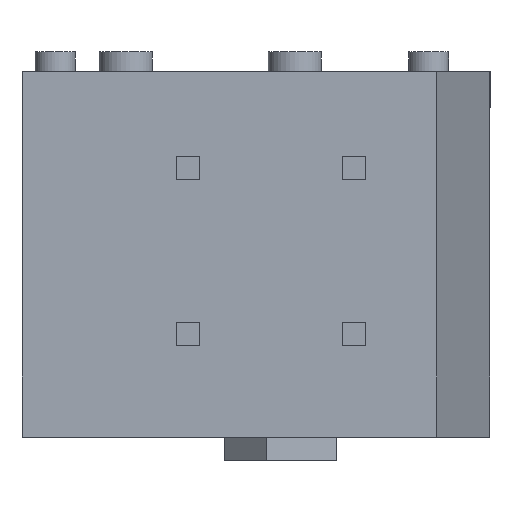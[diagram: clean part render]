
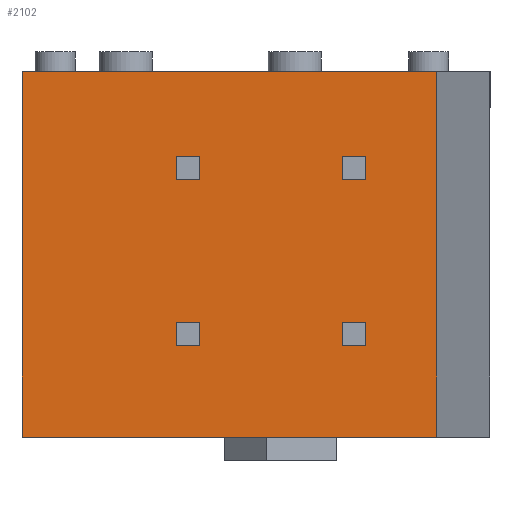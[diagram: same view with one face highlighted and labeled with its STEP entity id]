
A CAD part, front view. The second image highlights one B-rep face of the part: STEP entity #2102.
In plain terms, the highlighted planar face has unit normal (0, -1, 0).
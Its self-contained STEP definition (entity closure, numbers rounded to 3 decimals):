
#144=ORIENTED_EDGE('',*,*,#547,.T.);
#145=ORIENTED_EDGE('',*,*,#548,.T.);
#146=ORIENTED_EDGE('',*,*,#549,.T.);
#147=ORIENTED_EDGE('',*,*,#550,.T.);
#148=ORIENTED_EDGE('',*,*,#551,.T.);
#149=ORIENTED_EDGE('',*,*,#552,.T.);
#150=ORIENTED_EDGE('',*,*,#553,.T.);
#151=ORIENTED_EDGE('',*,*,#554,.T.);
#152=ORIENTED_EDGE('',*,*,#555,.T.);
#153=ORIENTED_EDGE('',*,*,#556,.T.);
#154=ORIENTED_EDGE('',*,*,#557,.T.);
#155=ORIENTED_EDGE('',*,*,#558,.T.);
#156=ORIENTED_EDGE('',*,*,#559,.T.);
#157=ORIENTED_EDGE('',*,*,#560,.T.);
#158=ORIENTED_EDGE('',*,*,#561,.T.);
#159=ORIENTED_EDGE('',*,*,#562,.T.);
#160=ORIENTED_EDGE('',*,*,#563,.T.);
#161=ORIENTED_EDGE('',*,*,#564,.F.);
#162=ORIENTED_EDGE('',*,*,#565,.F.);
#163=ORIENTED_EDGE('',*,*,#545,.T.);
#545=EDGE_CURVE('',#742,#741,#895,.T.);
#547=EDGE_CURVE('',#743,#744,#897,.T.);
#548=EDGE_CURVE('',#744,#745,#898,.T.);
#549=EDGE_CURVE('',#745,#746,#899,.T.);
#550=EDGE_CURVE('',#746,#743,#900,.T.);
#551=EDGE_CURVE('',#747,#748,#901,.T.);
#552=EDGE_CURVE('',#748,#749,#902,.T.);
#553=EDGE_CURVE('',#749,#750,#903,.T.);
#554=EDGE_CURVE('',#750,#747,#904,.T.);
#555=EDGE_CURVE('',#751,#752,#905,.T.);
#556=EDGE_CURVE('',#752,#753,#906,.T.);
#557=EDGE_CURVE('',#753,#754,#907,.T.);
#558=EDGE_CURVE('',#754,#751,#908,.T.);
#559=EDGE_CURVE('',#755,#756,#909,.T.);
#560=EDGE_CURVE('',#756,#757,#910,.T.);
#561=EDGE_CURVE('',#757,#758,#911,.T.);
#562=EDGE_CURVE('',#758,#755,#912,.T.);
#563=EDGE_CURVE('',#741,#759,#913,.T.);
#564=EDGE_CURVE('',#760,#759,#914,.T.);
#565=EDGE_CURVE('',#742,#760,#915,.T.);
#741=VERTEX_POINT('',#2840);
#742=VERTEX_POINT('',#2842);
#743=VERTEX_POINT('',#2846);
#744=VERTEX_POINT('',#2847);
#745=VERTEX_POINT('',#2849);
#746=VERTEX_POINT('',#2851);
#747=VERTEX_POINT('',#2854);
#748=VERTEX_POINT('',#2855);
#749=VERTEX_POINT('',#2857);
#750=VERTEX_POINT('',#2859);
#751=VERTEX_POINT('',#2862);
#752=VERTEX_POINT('',#2863);
#753=VERTEX_POINT('',#2865);
#754=VERTEX_POINT('',#2867);
#755=VERTEX_POINT('',#2870);
#756=VERTEX_POINT('',#2871);
#757=VERTEX_POINT('',#2873);
#758=VERTEX_POINT('',#2875);
#759=VERTEX_POINT('',#2878);
#760=VERTEX_POINT('',#2880);
#895=LINE('',#2841,#1081);
#897=LINE('',#2845,#1083);
#898=LINE('',#2848,#1084);
#899=LINE('',#2850,#1085);
#900=LINE('',#2852,#1086);
#901=LINE('',#2853,#1087);
#902=LINE('',#2856,#1088);
#903=LINE('',#2858,#1089);
#904=LINE('',#2860,#1090);
#905=LINE('',#2861,#1091);
#906=LINE('',#2864,#1092);
#907=LINE('',#2866,#1093);
#908=LINE('',#2868,#1094);
#909=LINE('',#2869,#1095);
#910=LINE('',#2872,#1096);
#911=LINE('',#2874,#1097);
#912=LINE('',#2876,#1098);
#913=LINE('',#2877,#1099);
#914=LINE('',#2879,#1100);
#915=LINE('',#2881,#1101);
#1081=VECTOR('',#2390,1000.);
#1083=VECTOR('',#2394,1000.);
#1084=VECTOR('',#2395,1000.);
#1085=VECTOR('',#2396,1000.);
#1086=VECTOR('',#2397,1000.);
#1087=VECTOR('',#2398,1000.);
#1088=VECTOR('',#2399,1000.);
#1089=VECTOR('',#2400,1000.);
#1090=VECTOR('',#2401,1000.);
#1091=VECTOR('',#2402,1000.);
#1092=VECTOR('',#2403,1000.);
#1093=VECTOR('',#2404,1000.);
#1094=VECTOR('',#2405,1000.);
#1095=VECTOR('',#2406,1000.);
#1096=VECTOR('',#2407,1000.);
#1097=VECTOR('',#2408,1000.);
#1098=VECTOR('',#2409,1000.);
#1099=VECTOR('',#2410,1000.);
#1100=VECTOR('',#2411,1000.);
#1101=VECTOR('',#2412,1000.);
#1214=EDGE_LOOP('',(#144,#145,#146,#147));
#1215=EDGE_LOOP('',(#148,#149,#150,#151));
#1216=EDGE_LOOP('',(#152,#153,#154,#155));
#1217=EDGE_LOOP('',(#156,#157,#158,#159));
#1218=EDGE_LOOP('',(#160,#161,#162,#163));
#1316=FACE_BOUND('',#1214,.T.);
#1317=FACE_BOUND('',#1215,.T.);
#1318=FACE_BOUND('',#1216,.T.);
#1319=FACE_BOUND('',#1217,.T.);
#1320=FACE_BOUND('',#1218,.T.);
#1416=PLANE('',#2194);
#2102=ADVANCED_FACE('',(#1316,#1317,#1318,#1319,#1320),#1416,.F.);
#2194=AXIS2_PLACEMENT_3D('',#2844,#2392,#2393);
#2390=DIRECTION('',(0.,0.,-1.));
#2392=DIRECTION('',(0.,1.,0.));
#2393=DIRECTION('',(0.,0.,1.));
#2394=DIRECTION('',(-1.,0.,0.));
#2395=DIRECTION('',(0.,0.,1.));
#2396=DIRECTION('',(1.,0.,0.));
#2397=DIRECTION('',(0.,0.,-1.));
#2398=DIRECTION('',(-1.,0.,0.));
#2399=DIRECTION('',(0.,0.,1.));
#2400=DIRECTION('',(1.,0.,0.));
#2401=DIRECTION('',(0.,0.,-1.));
#2402=DIRECTION('',(-1.,0.,0.));
#2403=DIRECTION('',(0.,0.,1.));
#2404=DIRECTION('',(1.,0.,0.));
#2405=DIRECTION('',(0.,0.,-1.));
#2406=DIRECTION('',(-1.,0.,0.));
#2407=DIRECTION('',(0.,0.,1.));
#2408=DIRECTION('',(1.,0.,0.));
#2409=DIRECTION('',(0.,0.,-1.));
#2410=DIRECTION('',(1.,0.,0.));
#2411=DIRECTION('',(0.,0.,-1.));
#2412=DIRECTION('',(1.,0.,0.));
#2840=CARTESIAN_POINT('',(-5.,0.,0.));
#2841=CARTESIAN_POINT('',(-5.,0.,10.));
#2842=CARTESIAN_POINT('',(-5.,0.,11.));
#2844=CARTESIAN_POINT('',(-5.,0.,10.));
#2845=CARTESIAN_POINT('',(5.35,0.,2.75));
#2846=CARTESIAN_POINT('',(5.35,0.,2.75));
#2847=CARTESIAN_POINT('',(4.65,0.,2.75));
#2848=CARTESIAN_POINT('',(4.65,0.,2.75));
#2849=CARTESIAN_POINT('',(4.65,0.,3.45));
#2850=CARTESIAN_POINT('',(4.65,0.,3.45));
#2851=CARTESIAN_POINT('',(5.35,0.,3.45));
#2852=CARTESIAN_POINT('',(5.35,0.,3.45));
#2853=CARTESIAN_POINT('',(0.35,0.,2.75));
#2854=CARTESIAN_POINT('',(0.35,0.,2.75));
#2855=CARTESIAN_POINT('',(-0.35,0.,2.75));
#2856=CARTESIAN_POINT('',(-0.35,0.,2.75));
#2857=CARTESIAN_POINT('',(-0.35,0.,3.45));
#2858=CARTESIAN_POINT('',(-0.35,0.,3.45));
#2859=CARTESIAN_POINT('',(0.35,0.,3.45));
#2860=CARTESIAN_POINT('',(0.35,0.,3.45));
#2861=CARTESIAN_POINT('',(5.35,0.,7.75));
#2862=CARTESIAN_POINT('',(5.35,0.,7.75));
#2863=CARTESIAN_POINT('',(4.65,0.,7.75));
#2864=CARTESIAN_POINT('',(4.65,0.,7.75));
#2865=CARTESIAN_POINT('',(4.65,0.,8.45));
#2866=CARTESIAN_POINT('',(4.65,0.,8.45));
#2867=CARTESIAN_POINT('',(5.35,0.,8.45));
#2868=CARTESIAN_POINT('',(5.35,0.,8.45));
#2869=CARTESIAN_POINT('',(0.35,0.,7.75));
#2870=CARTESIAN_POINT('',(0.35,0.,7.75));
#2871=CARTESIAN_POINT('',(-0.35,0.,7.75));
#2872=CARTESIAN_POINT('',(-0.35,0.,7.75));
#2873=CARTESIAN_POINT('',(-0.35,0.,8.45));
#2874=CARTESIAN_POINT('',(-0.35,0.,8.45));
#2875=CARTESIAN_POINT('',(0.35,0.,8.45));
#2876=CARTESIAN_POINT('',(0.35,0.,8.45));
#2877=CARTESIAN_POINT('',(-5.,0.,0.));
#2878=CARTESIAN_POINT('',(7.488,0.,0.));
#2879=CARTESIAN_POINT('',(7.488,0.,10.));
#2880=CARTESIAN_POINT('',(7.488,0.,11.));
#2881=CARTESIAN_POINT('',(-5.,0.,11.));
